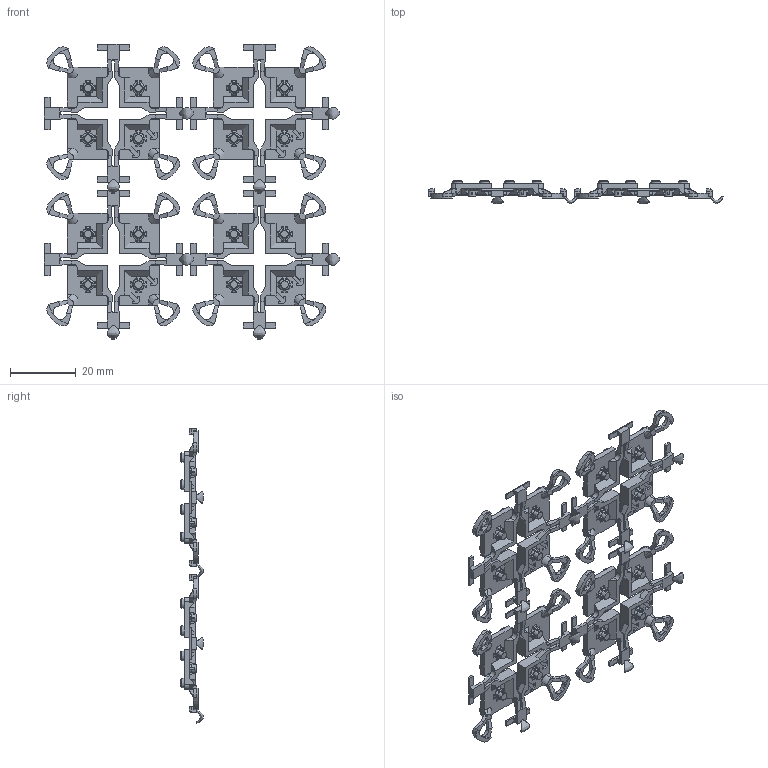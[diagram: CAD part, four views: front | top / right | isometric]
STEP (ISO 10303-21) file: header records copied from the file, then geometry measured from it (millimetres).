
FILE_DESCRIPTION(/* description */ (''),/* implementation_level */ '2;1');
FILE_NAME(/* name */ 'Remote Buttons Print Assembly.stp',/* time_stamp */ '2017-07-27T13:13:38-07:00',/* author */ ('Samuel Clay'),/* organization */ (''),/* preprocessor_version */ 'ST-DEVELOPER v16.13',/* originating_system */ 'Autodesk Inventor 2018',/* authorisation */ '');
FILE_SCHEMA (('AUTOMOTIVE_DESIGN { 1 0 10303 214 3 1 1 }'));
Length unit declared in the file: inch
Products named in the file (2): Remote Buttons Print Assembly; Remote Buttons
Assembly tree (4 placements, depth 2):
  Remote Buttons Print Assembly
    Remote Buttons  x4
Bounding box: 89.89 x 7.05 x 89.89 mm (x, y, z)
Volume: 6491.8 mm3; surface area: 11936.5 mm2
Topology: 12 solids, 12 shells, 2100 faces, 5436 edges, 3400 vertices
Faces by surface type: plane 1336, cylinder 496, cone 132, bspline 72, torus 64
Entity records: 16457 total; most frequent: CARTESIAN_POINT 3588, ORIENTED_EDGE 2648, DIRECTION 2642, EDGE_CURVE 1324, LINE 932, VECTOR 932, AXIS2_PLACEMENT_3D 855, VERTEX_POINT 846
